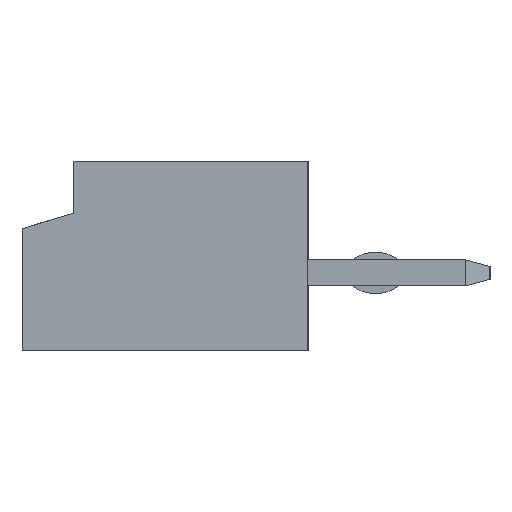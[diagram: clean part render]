
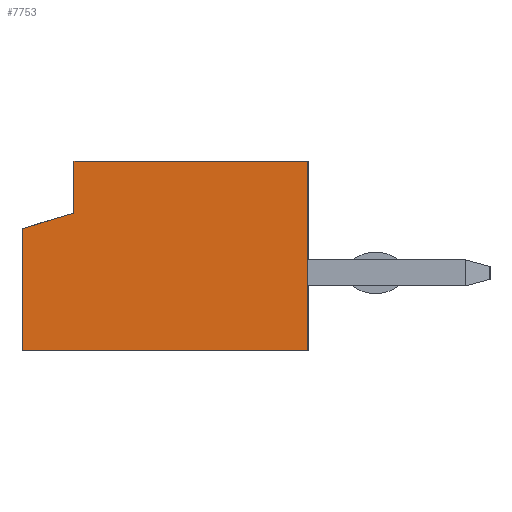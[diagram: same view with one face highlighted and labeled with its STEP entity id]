
A CAD part, left-side view. The second image highlights one B-rep face of the part: STEP entity #7753.
In plain terms, the highlighted planar face has unit normal (-1, 0, 0).
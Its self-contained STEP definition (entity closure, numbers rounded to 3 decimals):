
#49=DIRECTION('',(0.,-1.,0.));
#50=VECTOR('',#49,5.5);
#51=CARTESIAN_POINT('',(-16.,2.75,-1.825));
#52=LINE('',#51,#50);
#933=DIRECTION('',(0.,-1.,0.));
#934=VECTOR('',#933,4.5);
#935=CARTESIAN_POINT('',(-16.,1.75,1.825));
#936=LINE('',#935,#934);
#1025=DIRECTION('',(0.,0.,1.));
#1026=VECTOR('',#1025,3.65);
#1027=CARTESIAN_POINT('',(-16.,-2.75,-1.825));
#1028=LINE('',#1027,#1026);
#1345=DIRECTION('',(0.,0.,-1.));
#1346=VECTOR('',#1345,1.);
#1347=CARTESIAN_POINT('',(-16.,1.75,1.825));
#1348=LINE('',#1347,#1346);
#1349=DIRECTION('',(0.,0.,1.));
#1350=VECTOR('',#1349,2.35);
#1351=CARTESIAN_POINT('',(-16.,2.75,-1.825));
#1352=LINE('',#1351,#1350);
#1353=DIRECTION('',(0.,0.958,-0.287));
#1354=VECTOR('',#1353,1.044);
#1355=CARTESIAN_POINT('',(-16.,1.75,0.825));
#1356=LINE('',#1355,#1354);
#4877=CARTESIAN_POINT('',(-16.,2.75,-1.825));
#4878=CARTESIAN_POINT('',(-16.,-2.75,-1.825));
#4879=VERTEX_POINT('',#4877);
#4880=VERTEX_POINT('',#4878);
#4885=CARTESIAN_POINT('',(-16.,-2.75,1.825));
#4886=VERTEX_POINT('',#4885);
#4893=CARTESIAN_POINT('',(-16.,1.75,1.825));
#4895=VERTEX_POINT('',#4893);
#4901=CARTESIAN_POINT('',(-16.,1.75,0.825));
#4902=VERTEX_POINT('',#4901);
#4903=CARTESIAN_POINT('',(-16.,2.75,0.525));
#4904=VERTEX_POINT('',#4903);
#7739=CARTESIAN_POINT('',(-16.,2.75,-1.825));
#7740=DIRECTION('',(-1.,0.,0.));
#7741=DIRECTION('',(0.,-1.,0.));
#7742=AXIS2_PLACEMENT_3D('',#7739,#7740,#7741);
#7743=PLANE('',#7742);
#7744=ORIENTED_EDGE('',*,*,#6924,.F.);
#7745=ORIENTED_EDGE('',*,*,#7071,.T.);
#7746=ORIENTED_EDGE('',*,*,#7161,.F.);
#7747=ORIENTED_EDGE('',*,*,#6414,.F.);
#7749=ORIENTED_EDGE('',*,*,#7748,.T.);
#7750=ORIENTED_EDGE('',*,*,#6892,.F.);
#7751=EDGE_LOOP('',(#7744,#7745,#7746,#7747,#7749,#7750));
#7752=FACE_OUTER_BOUND('',#7751,.F.);
#7753=ADVANCED_FACE('',(#7752),#7743,.T.);
#6414=EDGE_CURVE('',#4879,#4880,#52,.T.);
#6892=EDGE_CURVE('',#4902,#4904,#1356,.T.);
#6924=EDGE_CURVE('',#4895,#4902,#1348,.T.);
#7071=EDGE_CURVE('',#4895,#4886,#936,.T.);
#7161=EDGE_CURVE('',#4880,#4886,#1028,.T.);
#7748=EDGE_CURVE('',#4879,#4904,#1352,.T.);
